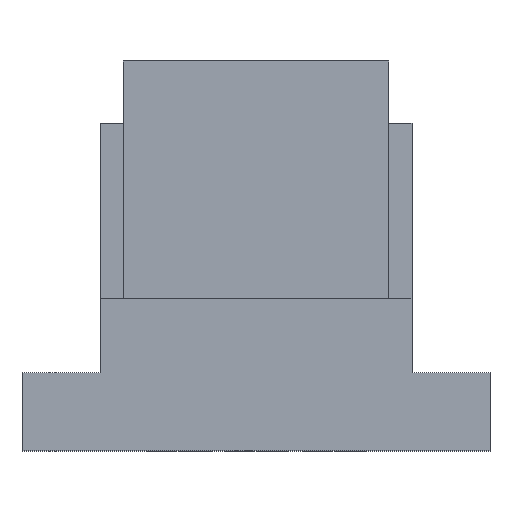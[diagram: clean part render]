
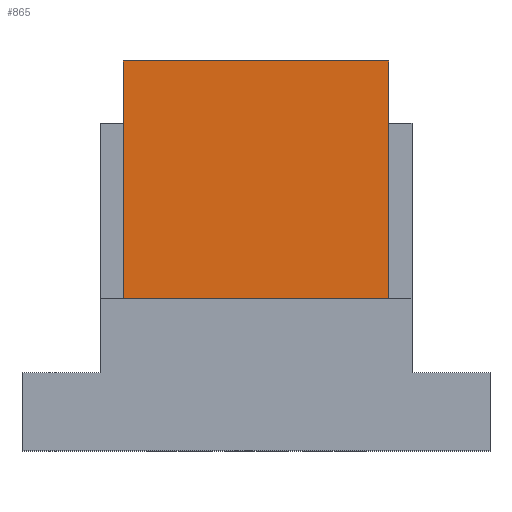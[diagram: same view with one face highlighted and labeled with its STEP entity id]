
A CAD part, front view. The second image highlights one B-rep face of the part: STEP entity #865.
In plain terms, the highlighted planar face has unit normal (0, -1, 0).
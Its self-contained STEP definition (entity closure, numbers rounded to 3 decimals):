
#306 = DIRECTION ( 'NONE',  ( -1., 0., 0. ) ) ;
#307 = CARTESIAN_POINT ( 'NONE',  ( 2., -3.55, 0.85 ) ) ;
#310 = VECTOR ( 'NONE', #306, 1000. ) ;
#315 = CARTESIAN_POINT ( 'NONE',  ( 1.7, -3.55, 0.85 ) ) ;
#332 = LINE ( 'NONE', #307, #310 ) ;
#334 = DIRECTION ( 'NONE',  ( 0., 0., -1. ) ) ;
#335 = VECTOR ( 'NONE', #334, 1000. ) ;
#336 = CARTESIAN_POINT ( 'NONE',  ( 1.7, -3.55, 3.9 ) ) ;
#337 = LINE ( 'NONE', #336, #335 ) ;
#865 = ADVANCED_FACE ( 'NONE', ( #1809 ), #1698, .F. ) ;
#866 = EDGE_LOOP ( 'NONE', ( #867, #868, #1207, #1085 ) ) ;
#867 = ORIENTED_EDGE ( 'NONE', *, *, #915, .T. ) ;
#868 = ORIENTED_EDGE ( 'NONE', *, *, #869, .T. ) ;
#869 = EDGE_CURVE ( 'NONE', #913, #870, #1736, .T. ) ;
#870 = VERTEX_POINT ( 'NONE', #1732 ) ;
#913 = VERTEX_POINT ( 'NONE', #2017 ) ;
#915 = EDGE_CURVE ( 'NONE', #916, #913, #2016, .T. ) ;
#916 = VERTEX_POINT ( 'NONE', #2012 ) ;
#1085 = ORIENTED_EDGE ( 'NONE', *, *, #1206, .F. ) ;
#1202 = VERTEX_POINT ( 'NONE', #315 ) ;
#1206 = EDGE_CURVE ( 'NONE', #916, #1202, #337, .T. ) ;
#1207 = ORIENTED_EDGE ( 'NONE', *, *, #1208, .F. ) ;
#1208 = EDGE_CURVE ( 'NONE', #1202, #870, #332, .T. ) ;
#1698 = PLANE ( 'NONE',  #1740 ) ;
#1732 = CARTESIAN_POINT ( 'NONE',  ( -1.7, -3.55, 0.85 ) ) ;
#1733 = DIRECTION ( 'NONE',  ( 0., 0., -1. ) ) ;
#1734 = VECTOR ( 'NONE', #1733, 1000. ) ;
#1735 = CARTESIAN_POINT ( 'NONE',  ( -1.7, -3.55, 3.9 ) ) ;
#1736 = LINE ( 'NONE', #1735, #1734 ) ;
#1737 = DIRECTION ( 'NONE',  ( 0., 0., 1. ) ) ;
#1738 = DIRECTION ( 'NONE',  ( 0., 1., 0. ) ) ;
#1739 = CARTESIAN_POINT ( 'NONE',  ( 2., -3.55, 0.85 ) ) ;
#1740 = AXIS2_PLACEMENT_3D ( 'NONE', #1739, #1738, #1737 ) ;
#1809 = FACE_OUTER_BOUND ( 'NONE', #866, .T. ) ;
#2012 = CARTESIAN_POINT ( 'NONE',  ( 1.7, -3.55, 3.9 ) ) ;
#2013 = DIRECTION ( 'NONE',  ( -1., 0., 0. ) ) ;
#2014 = VECTOR ( 'NONE', #2013, 1000. ) ;
#2015 = CARTESIAN_POINT ( 'NONE',  ( 2., -3.55, 3.9 ) ) ;
#2016 = LINE ( 'NONE', #2015, #2014 ) ;
#2017 = CARTESIAN_POINT ( 'NONE',  ( -1.7, -3.55, 3.9 ) ) ;
